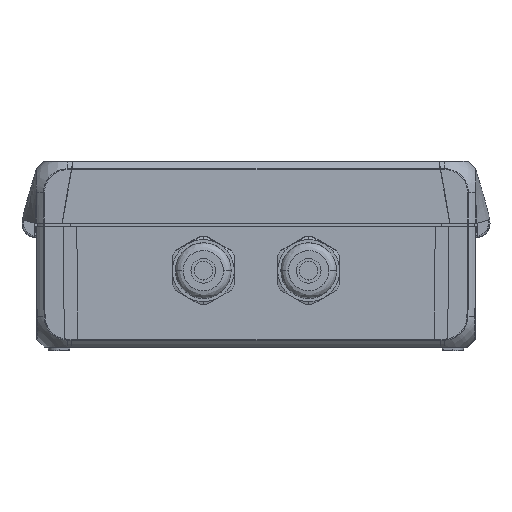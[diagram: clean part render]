
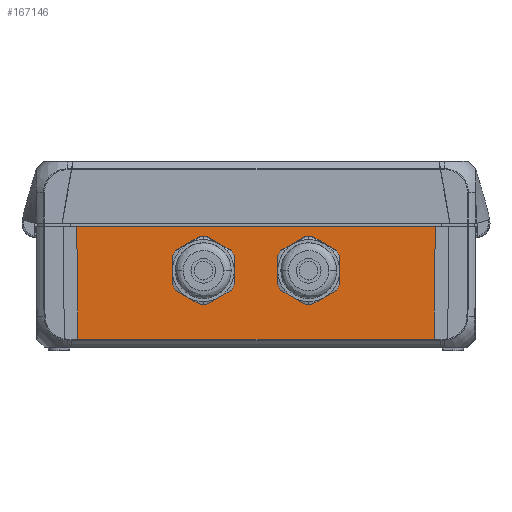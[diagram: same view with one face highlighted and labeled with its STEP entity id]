
A CAD part, front view. The second image highlights one B-rep face of the part: STEP entity #167146.
In plain terms, the highlighted planar face has unit normal (0, -1, -0.009).
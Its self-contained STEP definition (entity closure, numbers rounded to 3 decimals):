
#3966 = EDGE_CURVE ( 'NONE', #178915, #5996, #55791, .T. ) ;
#4018 = CARTESIAN_POINT ( 'NONE',  ( 17., -62.377, 24.938 ) ) ;
#5996 = VERTEX_POINT ( 'NONE', #70838 ) ;
#11201 = FACE_BOUND ( 'NONE', #136116, .T. ) ;
#12945 = CARTESIAN_POINT ( 'NONE',  ( 17., -62.449, 33.187 ) ) ;
#20260 = DIRECTION ( 'NONE',  ( 0., -1., -0.009 ) ) ;
#21158 = CARTESIAN_POINT ( 'NONE',  ( 17., -62.305, 16.688 ) ) ;
#24089 = DIRECTION ( 'NONE',  ( 0., 0.009, -1. ) ) ;
#26088 = VECTOR ( 'NONE', #117718, 1000. ) ;
#28679 = DIRECTION ( 'NONE',  ( 0., -1., -0.009 ) ) ;
#29699 = DIRECTION ( 'NONE',  ( 0., -1., -0.009 ) ) ;
#37199 = EDGE_LOOP ( 'NONE', ( #37517, #233689 ) ) ;
#37517 = ORIENTED_EDGE ( 'NONE', *, *, #3966, .F. ) ;
#39649 = DIRECTION ( 'NONE',  ( 0.009, 0.009, -1. ) ) ;
#40457 = CARTESIAN_POINT ( 'NONE',  ( -57.818, -62.5, 39. ) ) ;
#42771 = CARTESIAN_POINT ( 'NONE',  ( 57.818, -62.5, 39. ) ) ;
#55791 = CIRCLE ( 'NONE', #172299, 8.25 ) ;
#56103 = EDGE_LOOP ( 'NONE', ( #138048, #173651, #221711, #100244 ) ) ;
#63834 = ORIENTED_EDGE ( 'NONE', *, *, #255866, .F. ) ;
#63919 = CARTESIAN_POINT ( 'NONE',  ( 57.501, -62.183, 2.674 ) ) ;
#70838 = CARTESIAN_POINT ( 'NONE',  ( -17., -62.449, 33.187 ) ) ;
#73010 = VECTOR ( 'NONE', #39649, 1000. ) ;
#75035 = PLANE ( 'NONE',  #221512 ) ;
#76889 = FACE_BOUND ( 'NONE', #37199, .T. ) ;
#91312 = CARTESIAN_POINT ( 'NONE',  ( 0., -62.5, 39. ) ) ;
#92182 = DIRECTION ( 'NONE',  ( 1., 0., 0. ) ) ;
#100244 = ORIENTED_EDGE ( 'NONE', *, *, #103802, .F. ) ;
#103671 = ORIENTED_EDGE ( 'NONE', *, *, #243126, .F. ) ;
#103697 = VERTEX_POINT ( 'NONE', #12945 ) ;
#103802 = EDGE_CURVE ( 'NONE', #127289, #253063, #185524, .T. ) ;
#115197 = DIRECTION ( 'NONE',  ( 0., -1., -0.009 ) ) ;
#117493 = FACE_OUTER_BOUND ( 'NONE', #56103, .T. ) ;
#117718 = DIRECTION ( 'NONE',  ( -0.009, 0.009, -1. ) ) ;
#126581 = CARTESIAN_POINT ( 'NONE',  ( -17., -62.305, 16.688 ) ) ;
#127289 = VERTEX_POINT ( 'NONE', #42771 ) ;
#136116 = EDGE_LOOP ( 'NONE', ( #103671, #63834 ) ) ;
#136537 = CIRCLE ( 'NONE', #248595, 8.25 ) ;
#138048 = ORIENTED_EDGE ( 'NONE', *, *, #184427, .F. ) ;
#140019 = CARTESIAN_POINT ( 'NONE',  ( 17., -62.377, 24.938 ) ) ;
#143436 = CIRCLE ( 'NONE', #165957, 8.25 ) ;
#143823 = DIRECTION ( 'NONE',  ( 0., -1., -0.009 ) ) ;
#148347 = CARTESIAN_POINT ( 'NONE',  ( -17., -62.377, 24.938 ) ) ;
#149369 = CARTESIAN_POINT ( 'NONE',  ( -17., -62.377, 24.938 ) ) ;
#149597 = AXIS2_PLACEMENT_3D ( 'NONE', #149369, #29699, #169444 ) ;
#153865 = CARTESIAN_POINT ( 'NONE',  ( 0., -62.183, 2.674 ) ) ;
#154194 = LINE ( 'NONE', #91312, #207357 ) ;
#159281 = CARTESIAN_POINT ( 'NONE',  ( -57.818, -62.5, 39. ) ) ;
#160014 = DIRECTION ( 'NONE',  ( 0., 0.009, -1. ) ) ;
#165957 = AXIS2_PLACEMENT_3D ( 'NONE', #140019, #20260, #160014 ) ;
#167146 = ADVANCED_FACE ( 'NONE', ( #76889, #11201, #117493 ), #75035, .T. ) ;
#168425 = DIRECTION ( 'NONE',  ( 0., 0.009, -1. ) ) ;
#169444 = DIRECTION ( 'NONE',  ( 0., 0.009, -1. ) ) ;
#170610 = VERTEX_POINT ( 'NONE', #40457 ) ;
#172299 = AXIS2_PLACEMENT_3D ( 'NONE', #148347, #28679, #168425 ) ;
#173651 = ORIENTED_EDGE ( 'NONE', *, *, #235399, .T. ) ;
#173978 = DIRECTION ( 'NONE',  ( -1., 0., 0. ) ) ;
#178915 = VERTEX_POINT ( 'NONE', #126581 ) ;
#184427 = EDGE_CURVE ( 'NONE', #170610, #127289, #154194, .T. ) ;
#185524 = LINE ( 'NONE', #217223, #26088 ) ;
#190966 = EDGE_CURVE ( 'NONE', #253063, #246101, #221356, .T. ) ;
#206256 = VERTEX_POINT ( 'NONE', #21158 ) ;
#207357 = VECTOR ( 'NONE', #92182, 1000. ) ;
#208391 = CARTESIAN_POINT ( 'NONE',  ( -57.501, -62.183, 2.674 ) ) ;
#212130 = CIRCLE ( 'NONE', #149597, 8.25 ) ;
#215109 = VECTOR ( 'NONE', #173978, 1000. ) ;
#217223 = CARTESIAN_POINT ( 'NONE',  ( 57.479, -62.161, 0.119 ) ) ;
#221356 = LINE ( 'NONE', #153865, #215109 ) ;
#221512 = AXIS2_PLACEMENT_3D ( 'NONE', #234780, #115197, #254853 ) ;
#221711 = ORIENTED_EDGE ( 'NONE', *, *, #190966, .F. ) ;
#226079 = LINE ( 'NONE', #159281, #73010 ) ;
#233689 = ORIENTED_EDGE ( 'NONE', *, *, #239476, .F. ) ;
#234780 = CARTESIAN_POINT ( 'NONE',  ( 71., -62.16, 0.001 ) ) ;
#235399 = EDGE_CURVE ( 'NONE', #170610, #246101, #226079, .T. ) ;
#239476 = EDGE_CURVE ( 'NONE', #5996, #178915, #212130, .T. ) ;
#243126 = EDGE_CURVE ( 'NONE', #206256, #103697, #136537, .T. ) ;
#246101 = VERTEX_POINT ( 'NONE', #208391 ) ;
#248595 = AXIS2_PLACEMENT_3D ( 'NONE', #4018, #143823, #24089 ) ;
#253063 = VERTEX_POINT ( 'NONE', #63919 ) ;
#254853 = DIRECTION ( 'NONE',  ( 0., 0.009, -1. ) ) ;
#255866 = EDGE_CURVE ( 'NONE', #103697, #206256, #143436, .T. ) ;
